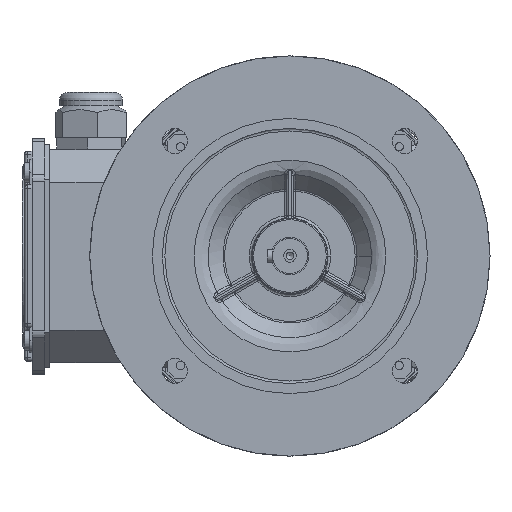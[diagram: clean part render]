
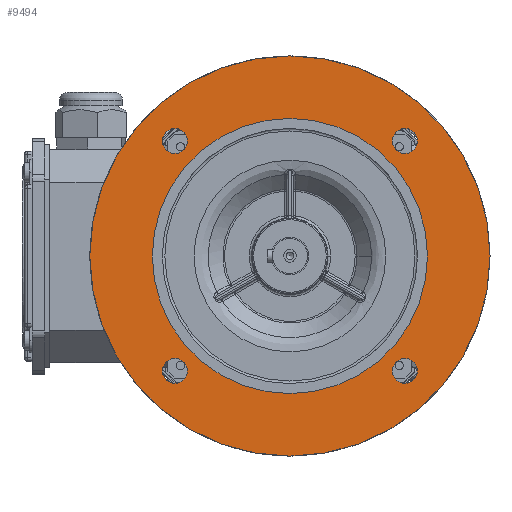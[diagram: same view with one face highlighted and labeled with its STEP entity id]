
A CAD part, top view. The second image highlights one B-rep face of the part: STEP entity #9494.
In plain terms, the highlighted planar face has unit normal (0, 0, 1).
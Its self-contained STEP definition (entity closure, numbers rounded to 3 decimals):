
#9494=ADVANCED_FACE('',(#19357,#19358,#19359,#19360,#19361,#19362),#11137,
 .T.);
#11137=PLANE('',#56915);
#19357=FACE_BOUND('',#22249,.T.);
#19358=FACE_BOUND('',#22250,.T.);
#19359=FACE_BOUND('',#22251,.T.);
#19360=FACE_BOUND('',#22252,.T.);
#19361=FACE_BOUND('',#22253,.T.);
#19362=FACE_BOUND('',#22254,.T.);
#22249=EDGE_LOOP('',(#34762));
#22250=EDGE_LOOP('',(#34763));
#22251=EDGE_LOOP('',(#34764));
#22252=EDGE_LOOP('',(#34765));
#22253=EDGE_LOOP('',(#34766));
#22254=EDGE_LOOP('',(#34767));
#34762=ORIENTED_EDGE('',*,*,#49271,.F.);
#34763=ORIENTED_EDGE('',*,*,#49616,.F.);
#34764=ORIENTED_EDGE('',*,*,#49617,.T.);
#34765=ORIENTED_EDGE('',*,*,#49665,.F.);
#34766=ORIENTED_EDGE('',*,*,#49407,.F.);
#34767=ORIENTED_EDGE('',*,*,#49147,.F.);
#42250=VERTEX_POINT('',#100358);
#42319=VERTEX_POINT('',#101290);
#42402=VERTEX_POINT('',#102137);
#42521=VERTEX_POINT('',#103755);
#42522=VERTEX_POINT('',#103758);
#42533=VERTEX_POINT('',#104229);
#49147=EDGE_CURVE('',#42250,#42250,#52958,.T.);
#49271=EDGE_CURVE('',#42319,#42319,#53013,.T.);
#49407=EDGE_CURVE('',#42402,#42402,#53074,.T.);
#49616=EDGE_CURVE('',#42521,#42521,#53162,.T.);
#49617=EDGE_CURVE('',#42522,#42522,#53163,.T.);
#49665=EDGE_CURVE('',#42533,#42533,#53178,.T.);
#52958=CIRCLE('',#56554,5.);
#53013=CIRCLE('',#56638,5.);
#53074=CIRCLE('',#56732,5.);
#53162=CIRCLE('',#56860,5.);
#53163=CIRCLE('',#56862,80.);
#53178=CIRCLE('',#56913,55.);
#56554=AXIS2_PLACEMENT_3D('',#100357,#66401,#66402);
#56638=AXIS2_PLACEMENT_3D('',#101289,#66604,#66605);
#56732=AXIS2_PLACEMENT_3D('',#102136,#66833,#66834);
#56860=AXIS2_PLACEMENT_3D('',#103754,#67144,#67145);
#56862=AXIS2_PLACEMENT_3D('',#103757,#67148,#67149);
#56913=AXIS2_PLACEMENT_3D('',#104228,#67270,#67271);
#56915=AXIS2_PLACEMENT_3D('',#104231,#67274,#67275);
#66401=DIRECTION('',(0.,0.,1.));
#66402=DIRECTION('',(1.,0.,0.));
#66604=DIRECTION('',(0.,0.,1.));
#66605=DIRECTION('',(1.,0.,0.));
#66833=DIRECTION('',(0.,0.,1.));
#66834=DIRECTION('',(1.,0.,0.));
#67144=DIRECTION('',(0.,0.,1.));
#67145=DIRECTION('',(1.,0.,0.));
#67148=DIRECTION('',(0.,0.,1.));
#67149=DIRECTION('',(1.,0.,0.));
#67270=DIRECTION('',(0.,0.,1.));
#67271=DIRECTION('',(-1.,0.,0.));
#67274=DIRECTION('',(0.,0.,1.));
#67275=DIRECTION('',(1.,0.,0.));
#100357=CARTESIAN_POINT('',(-45.962,45.962,32.));
#100358=CARTESIAN_POINT('',(-40.962,45.962,32.));
#101289=CARTESIAN_POINT('',(45.962,-45.962,32.));
#101290=CARTESIAN_POINT('',(50.962,-45.962,32.));
#102136=CARTESIAN_POINT('',(45.962,45.962,32.));
#102137=CARTESIAN_POINT('',(50.962,45.962,32.));
#103754=CARTESIAN_POINT('',(-45.962,-45.962,32.));
#103755=CARTESIAN_POINT('',(-40.962,-45.962,32.));
#103757=CARTESIAN_POINT('',(0.,0.,32.));
#103758=CARTESIAN_POINT('',(80.,0.,32.));
#104228=CARTESIAN_POINT('',(0.,0.,32.));
#104229=CARTESIAN_POINT('',(-55.,0.,32.));
#104231=CARTESIAN_POINT('',(0.,0.,32.));
